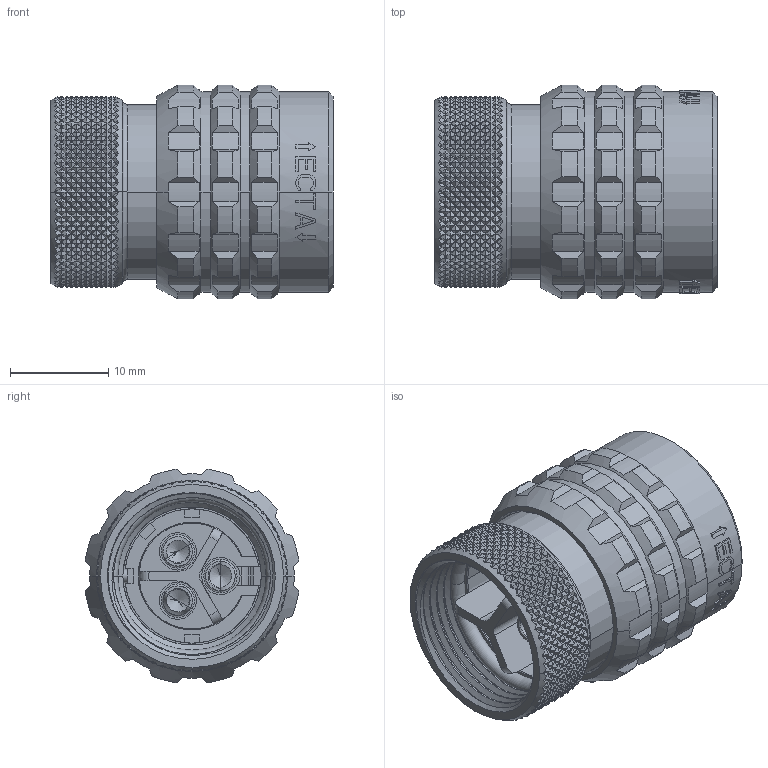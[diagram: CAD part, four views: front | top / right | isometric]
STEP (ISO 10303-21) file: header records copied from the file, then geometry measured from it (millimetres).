
FILE_DESCRIPTION((''),'2;1');
FILE_NAME('1331M103FZ','2024-07-17T11:37:41',('paultorloting'),('NET AG system integration'),'CREO PARAMETRIC BY PTC INC, 2021404','CREO PARAMETRIC BY PTC INC, 2021404','');
FILE_SCHEMA(('AUTOMOTIVE_DESIGN { 1 0 10303 214 1 1 1 1 }'));
Products named in the file (1): 1331M103FZ
Bounding box: 28.8 x 21.79 x 21.79 mm (x, y, z)
Volume: 5685.4 mm3; surface area: 7423.5 mm2
Topology: 1 solids, 1 shells, 4650 faces, 8613 edges, 3979 vertices
Faces by surface type: bspline 3367, plane 914, cylinder 233, cone 71, torus 57, sphere 8
Entity records: 198226 total; most frequent: CARTESIAN_POINT 99983, ORIENTED_EDGE 17190, EDGE_CURVE 8595, B_SPLINE_CURVE_WITH_KNOTS 6027, DIRECTION 5892, EDGE_LOOP 4708, FACE_OUTER_BOUND 4650, ADVANCED_FACE 4650
